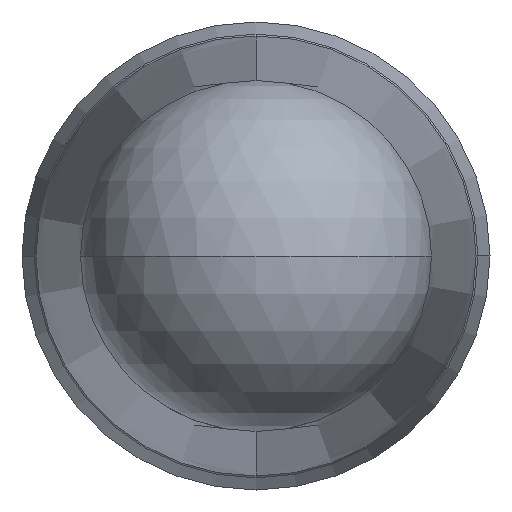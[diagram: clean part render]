
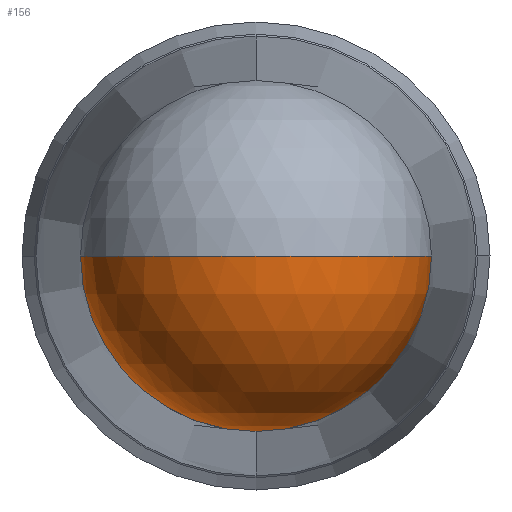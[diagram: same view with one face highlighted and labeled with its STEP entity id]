
A CAD part, front view. The second image highlights one B-rep face of the part: STEP entity #156.
In plain terms, the highlighted spherical face has radius 2.382 mm.
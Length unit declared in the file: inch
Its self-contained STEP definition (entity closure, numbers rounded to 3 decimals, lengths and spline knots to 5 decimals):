
#1 = DIRECTION ( 'NONE',  ( 0., 0., -1. ) ) ;
#6 = CARTESIAN_POINT ( 'NONE',  ( 0., 0.09133, 0. ) ) ;
#7 = ORIENTED_EDGE ( 'NONE', *, *, #362, .T. ) ;
#9 = ORIENTED_EDGE ( 'NONE', *, *, #395, .F. ) ;
#14 = DIRECTION ( 'NONE',  ( 0., 0., -1. ) ) ;
#17 = DIRECTION ( 'NONE',  ( -1., 0., 0. ) ) ;
#23 = DIRECTION ( 'NONE',  ( 0., 0., 1. ) ) ;
#31 = CARTESIAN_POINT ( 'NONE',  ( 0.09375, 0.09133, 0. ) ) ;
#49 = AXIS2_PLACEMENT_3D ( 'NONE', #62, #319, #103 ) ;
#60 = CARTESIAN_POINT ( 'NONE',  ( 0., 0.09133, -0.09375 ) ) ;
#62 = CARTESIAN_POINT ( 'NONE',  ( 0., 0.09133, 0. ) ) ;
#70 = DIRECTION ( 'NONE',  ( 1., 0., 0. ) ) ;
#73 = CARTESIAN_POINT ( 'NONE',  ( -0.09375, 0.09133, 0. ) ) ;
#101 = AXIS2_PLACEMENT_3D ( 'NONE', #228, #185, #17 ) ;
#103 = DIRECTION ( 'NONE',  ( 0., 0., -1. ) ) ;
#125 = CIRCLE ( 'NONE', #49, 0.09375 ) ;
#156 = ADVANCED_FACE ( 'NONE', ( #275 ), #464, .T. ) ;
#167 = VERTEX_POINT ( 'NONE', #389 ) ;
#185 = DIRECTION ( 'NONE',  ( 0., 0., -1. ) ) ;
#194 = CARTESIAN_POINT ( 'NONE',  ( 0., 0.09378, 0. ) ) ;
#208 = DIRECTION ( 'NONE',  ( 0., -1., 0. ) ) ;
#228 = CARTESIAN_POINT ( 'NONE',  ( 0., 0.09378, 0. ) ) ;
#265 = VERTEX_POINT ( 'NONE', #60 ) ;
#269 = VERTEX_POINT ( 'NONE', #31 ) ;
#275 = FACE_OUTER_BOUND ( 'NONE', #416, .T. ) ;
#303 = CIRCLE ( 'NONE', #370, 0.09378 ) ;
#310 = CIRCLE ( 'NONE', #344, 0.09378 ) ;
#312 = ORIENTED_EDGE ( 'NONE', *, *, #413, .T. ) ;
#319 = DIRECTION ( 'NONE',  ( 0., -1., 0. ) ) ;
#344 = AXIS2_PLACEMENT_3D ( 'NONE', #194, #23, #70 ) ;
#362 = EDGE_CURVE ( 'NONE', #265, #269, #125, .T. ) ;
#370 = AXIS2_PLACEMENT_3D ( 'NONE', #488, #1, #440 ) ;
#373 = ORIENTED_EDGE ( 'NONE', *, *, #423, .T. ) ;
#388 = VERTEX_POINT ( 'NONE', #73 ) ;
#389 = CARTESIAN_POINT ( 'NONE',  ( 0., 0., 0. ) ) ;
#395 = EDGE_CURVE ( 'NONE', #388, #167, #310, .T. ) ;
#413 = EDGE_CURVE ( 'NONE', #388, #265, #484, .T. ) ;
#416 = EDGE_LOOP ( 'NONE', ( #312, #7, #373, #9 ) ) ;
#423 = EDGE_CURVE ( 'NONE', #269, #167, #303, .T. ) ;
#439 = AXIS2_PLACEMENT_3D ( 'NONE', #6, #208, #14 ) ;
#440 = DIRECTION ( 'NONE',  ( -1., 0., 0. ) ) ;
#464 = SPHERICAL_SURFACE ( 'NONE', #101, 0.09378 ) ;
#484 = CIRCLE ( 'NONE', #439, 0.09375 ) ;
#488 = CARTESIAN_POINT ( 'NONE',  ( 0., 0.09378, 0. ) ) ;
